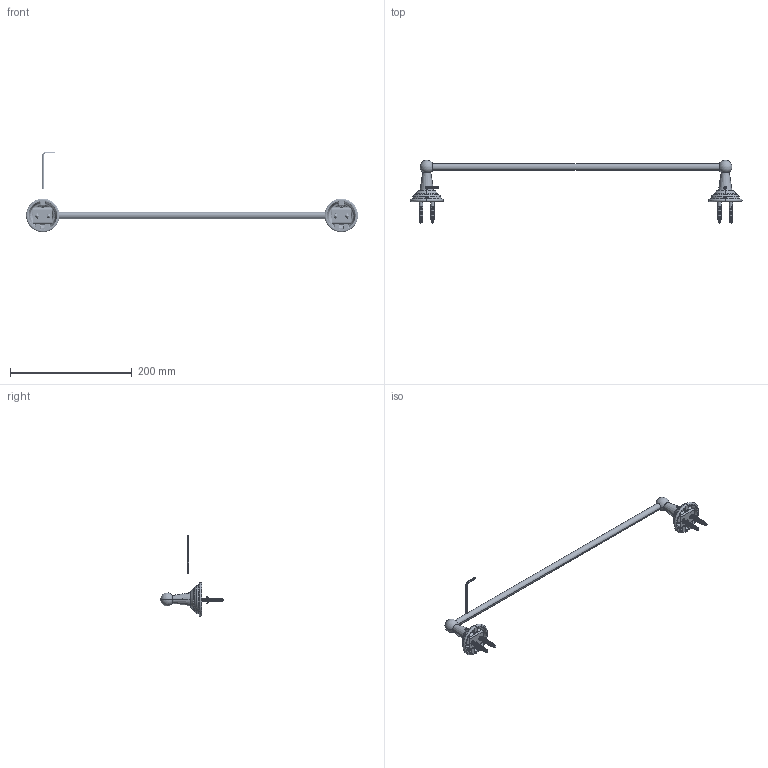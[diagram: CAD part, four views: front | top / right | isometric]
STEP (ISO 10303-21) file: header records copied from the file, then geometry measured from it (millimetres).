
FILE_DESCRIPTION((''),'2;1');
FILE_NAME('JCA0136CH_ASM','2021-07-23T16:32:21',('25393'),(''),'CREO PARAMETRIC BY PTC INC, 2018020','CREO PARAMETRIC BY PTC INC, 2018020','');
FILE_SCHEMA(('CONFIG_CONTROL_DESIGN'));
Length unit declared in the file: millimetre
Products named in the file (12): 2005001-012; 2004136-012; 2004136-092; 2004136-013; 7005025-022; ZG-4_2X38-YDS; JD-S6; DS-M5X10-J; DS-M5X7-J; S2_5; 2004236-162; JCA0136CH_ASM
Assembly tree (24 placements, depth 2):
  JCA0136CH_ASM
    2005001-012  x2
    2004136-012
    2004136-092
    2004136-013
    7005025-022  x2
    ZG-4_2X38-YDS  x4
    JD-S6  x4
    DS-M5X10-J  x4
    DS-M5X7-J  x2
    S2_5
    2004236-162  x2
Bounding box: 545 x 104.29 x 131.83 mm (x, y, z)
Volume: 62554.6 mm3; surface area: 73240.9 mm2
Topology: 24 solids, 24 shells, 1688 faces, 4394 edges, 2752 vertices
Faces by surface type: cylinder 684, plane 400, bspline 352, torus 104, cone 100, sphere 48
Entity records: 36471 total; most frequent: CARTESIAN_POINT 23531, ORIENTED_EDGE 2898, DIRECTION 2250, EDGE_CURVE 1449, VERTEX_POINT 909, AXIS2_PLACEMENT_3D 848, EDGE_LOOP 604, FACE_OUTER_BOUND 572
